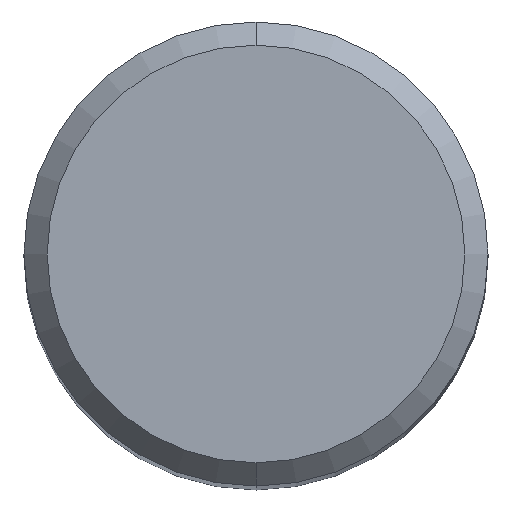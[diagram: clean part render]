
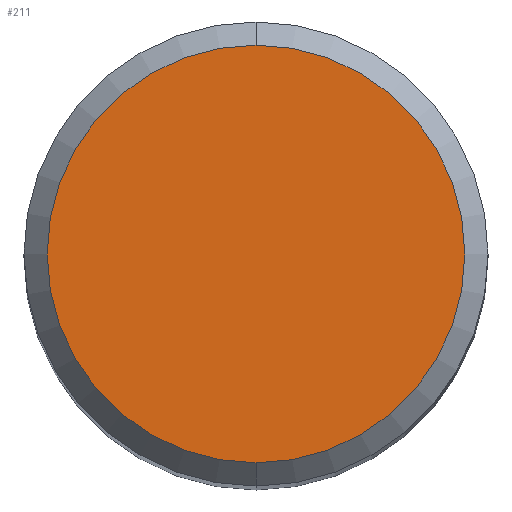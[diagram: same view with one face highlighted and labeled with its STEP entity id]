
A CAD part, top view. The second image highlights one B-rep face of the part: STEP entity #211.
In plain terms, the highlighted planar face has unit normal (0, 0, 1).
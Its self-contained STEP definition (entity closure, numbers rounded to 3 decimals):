
#109=VERTEX_POINT('',#263);
#123=VERTEX_POINT('',#280);
#125=EDGE_CURVE('',#109,#123,#282,.T.);
#211=ADVANCED_FACE('',(#376),#377,.T.);
#223=EDGE_CURVE('',#123,#109,#390,.T.);
#263=CARTESIAN_POINT('',(0.0,5.4,0.0));
#280=CARTESIAN_POINT('',(0.,-5.4,0.0));
#282=CIRCLE('',#444,5.4);
#376=FACE_OUTER_BOUND('',#569,.T.);
#377=PLANE('',#570);
#390=CIRCLE('',#590,5.4);
#444=AXIS2_PLACEMENT_3D('',#649,#650,#651);
#569=EDGE_LOOP('',(#755,#756));
#570=AXIS2_PLACEMENT_3D('',#757,#758,#759);
#590=AXIS2_PLACEMENT_3D('',#776,#777,#778);
#649=CARTESIAN_POINT('',(0.0,0.0,0.0));
#650=DIRECTION('',(0.0,0.0,-1.0));
#651=DIRECTION('',(0.0,1.0,0.0));
#755=ORIENTED_EDGE('',*,*,#125,.F.);
#756=ORIENTED_EDGE('',*,*,#223,.F.);
#757=CARTESIAN_POINT('',(0.0,2.7,0.0));
#758=DIRECTION('',(-0.0,0.0,1.0));
#759=DIRECTION('',(0.0,-1.0,0.0));
#776=CARTESIAN_POINT('',(0.0,0.0,0.0));
#777=DIRECTION('',(0.0,0.0,-1.0));
#778=DIRECTION('',(0.0,1.0,0.0));
